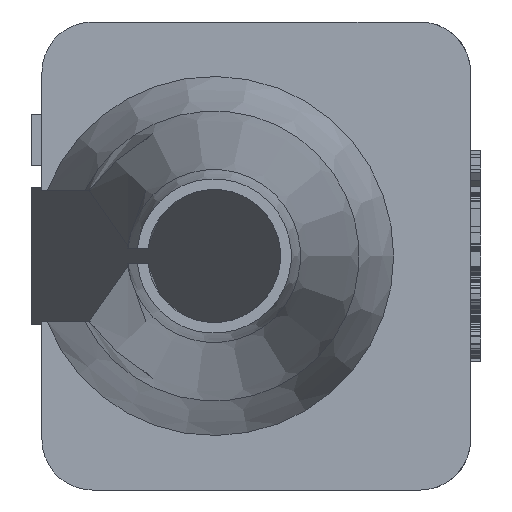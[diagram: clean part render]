
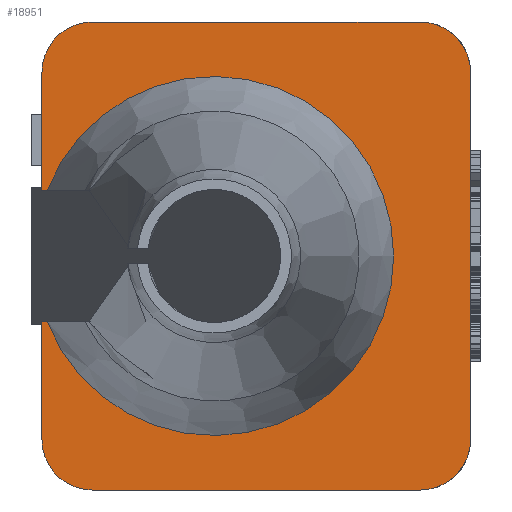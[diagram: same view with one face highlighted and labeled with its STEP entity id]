
A CAD part, left-side view. The second image highlights one B-rep face of the part: STEP entity #18951.
In plain terms, the highlighted planar face has unit normal (-1, 0, 0).
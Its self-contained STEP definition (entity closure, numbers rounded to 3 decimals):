
#1280=CARTESIAN_POINT('',(-14.2,2.415,3.64));
#1281=DIRECTION('',(-1.,0.,0.));
#1282=DIRECTION('',(0.,0.,1.));
#1283=AXIS2_PLACEMENT_3D('',#1280,#1281,#1282);
#1285=DIRECTION('',(0.,1.,0.));
#1286=VECTOR('',#1285,6.5);
#1287=CARTESIAN_POINT('',(-14.2,-4.085,4.64));
#1288=LINE('',#1287,#1286);
#1289=CARTESIAN_POINT('',(-14.2,-4.085,3.64));
#1290=DIRECTION('',(-1.,0.,0.));
#1291=DIRECTION('',(0.,-1.,0.));
#1292=AXIS2_PLACEMENT_3D('',#1289,#1290,#1291);
#1294=DIRECTION('',(0.,0.,1.));
#1295=VECTOR('',#1294,7.28);
#1296=CARTESIAN_POINT('',(-14.2,-5.085,-3.64));
#1297=LINE('',#1296,#1295);
#1298=CARTESIAN_POINT('',(-14.2,-4.085,-3.64));
#1299=DIRECTION('',(-1.,0.,0.));
#1300=DIRECTION('',(0.,0.,-1.));
#1301=AXIS2_PLACEMENT_3D('',#1298,#1299,#1300);
#1303=DIRECTION('',(0.,-1.,0.));
#1304=VECTOR('',#1303,6.5);
#1305=CARTESIAN_POINT('',(-14.2,2.415,-4.64));
#1306=LINE('',#1305,#1304);
#1307=CARTESIAN_POINT('',(-14.2,2.415,-3.64));
#1308=DIRECTION('',(-1.,0.,0.));
#1309=DIRECTION('',(0.,1.,0.));
#1310=AXIS2_PLACEMENT_3D('',#1307,#1308,#1309);
#1312=DIRECTION('',(0.,0.,-1.));
#1313=VECTOR('',#1312,2.34);
#1314=CARTESIAN_POINT('',(-14.2,3.415,-1.3));
#1315=LINE('',#1314,#1313);
#1316=DIRECTION('',(0.,-1.,0.));
#1317=VECTOR('',#1316,0.101);
#1318=CARTESIAN_POINT('',(-14.2,3.415,-1.3));
#1319=LINE('',#1318,#1317);
#1320=DIRECTION('',(0.,-1.,0.));
#1321=VECTOR('',#1320,0.101);
#1322=CARTESIAN_POINT('',(-14.2,3.415,1.3));
#1323=LINE('',#1322,#1321);
#1324=DIRECTION('',(0.,0.,-1.));
#1325=VECTOR('',#1324,2.34);
#1326=CARTESIAN_POINT('',(-14.2,3.415,3.64));
#1327=LINE('',#1326,#1325);
#6319=CARTESIAN_POINT('',(-14.2,0.,0.));
#6320=DIRECTION('',(1.,0.,0.));
#6321=DIRECTION('',(0.,0.931,0.365));
#6322=AXIS2_PLACEMENT_3D('',#6319,#6320,#6321);
#15924=CARTESIAN_POINT('',(-14.2,3.314,1.3));
#15925=VERTEX_POINT('',#15924);
#15930=CARTESIAN_POINT('',(-14.2,3.314,-1.3));
#15931=VERTEX_POINT('',#15930);
#15941=CARTESIAN_POINT('',(-14.2,3.415,1.3));
#15942=VERTEX_POINT('',#15941);
#15943=CARTESIAN_POINT('',(-14.2,3.415,-1.3));
#15944=VERTEX_POINT('',#15943);
#16417=CARTESIAN_POINT('',(-14.2,2.415,4.64));
#16418=CARTESIAN_POINT('',(-14.2,3.415,3.64));
#16419=VERTEX_POINT('',#16417);
#16420=VERTEX_POINT('',#16418);
#16421=CARTESIAN_POINT('',(-14.2,3.415,-3.64));
#16422=CARTESIAN_POINT('',(-14.2,2.415,-4.64));
#16423=VERTEX_POINT('',#16421);
#16424=VERTEX_POINT('',#16422);
#16425=CARTESIAN_POINT('',(-14.2,-5.085,3.64));
#16426=CARTESIAN_POINT('',(-14.2,-4.085,4.64));
#16427=VERTEX_POINT('',#16425);
#16428=VERTEX_POINT('',#16426);
#16437=CARTESIAN_POINT('',(-14.2,-4.085,-4.64));
#16438=CARTESIAN_POINT('',(-14.2,-5.085,-3.64));
#16439=VERTEX_POINT('',#16437);
#16440=VERTEX_POINT('',#16438);
#18926=CARTESIAN_POINT('',(-14.2,0.,0.));
#18927=DIRECTION('',(-1.,0.,0.));
#18928=DIRECTION('',(0.,1.,0.));
#18929=AXIS2_PLACEMENT_3D('',#18926,#18927,#18928);
#18930=PLANE('',#18929);
#18931=ORIENTED_EDGE('',*,*,#18813,.F.);
#18932=ORIENTED_EDGE('',*,*,#18832,.F.);
#18934=ORIENTED_EDGE('',*,*,#18933,.F.);
#18936=ORIENTED_EDGE('',*,*,#18935,.F.);
#18938=ORIENTED_EDGE('',*,*,#18937,.F.);
#18939=ORIENTED_EDGE('',*,*,#18896,.F.);
#18940=ORIENTED_EDGE('',*,*,#18918,.F.);
#18941=ORIENTED_EDGE('',*,*,#18212,.F.);
#18943=ORIENTED_EDGE('',*,*,#18942,.T.);
#18945=ORIENTED_EDGE('',*,*,#18944,.F.);
#18947=ORIENTED_EDGE('',*,*,#18946,.F.);
#18948=ORIENTED_EDGE('',*,*,#18349,.F.);
#18949=EDGE_LOOP('',(#18931,#18932,#18934,#18936,#18938,#18939,#18940,#18941,
#18943,#18945,#18947,#18948));
#18950=FACE_OUTER_BOUND('',#18949,.F.);
#18951=ADVANCED_FACE('',(#18950),#18930,.T.);
#1284=CIRCLE('',#1283,1.);
#1293=CIRCLE('',#1292,1.);
#1302=CIRCLE('',#1301,1.);
#1311=CIRCLE('',#1310,1.);
#6323=CIRCLE('',#6322,3.56);
#18212=EDGE_CURVE('',#15944,#16423,#1315,.T.);
#18349=EDGE_CURVE('',#16420,#15942,#1327,.T.);
#18813=EDGE_CURVE('',#16419,#16420,#1284,.T.);
#18832=EDGE_CURVE('',#16428,#16419,#1288,.T.);
#18896=EDGE_CURVE('',#16424,#16439,#1306,.T.);
#18918=EDGE_CURVE('',#16423,#16424,#1311,.T.);
#18933=EDGE_CURVE('',#16427,#16428,#1293,.T.);
#18935=EDGE_CURVE('',#16440,#16427,#1297,.T.);
#18937=EDGE_CURVE('',#16439,#16440,#1302,.T.);
#18942=EDGE_CURVE('',#15944,#15931,#1319,.T.);
#18944=EDGE_CURVE('',#15925,#15931,#6323,.T.);
#18946=EDGE_CURVE('',#15942,#15925,#1323,.T.);
